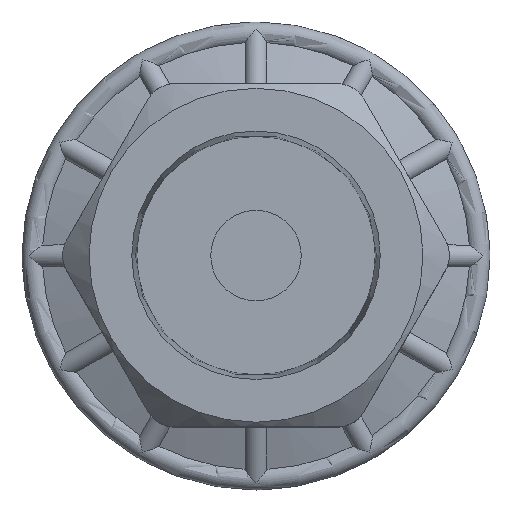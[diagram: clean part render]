
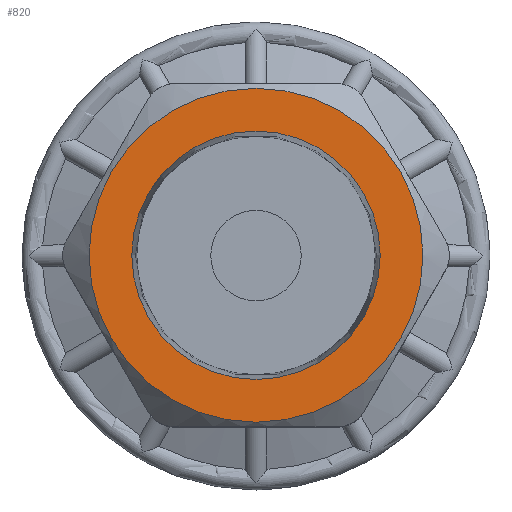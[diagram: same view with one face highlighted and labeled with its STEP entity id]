
A CAD part, top view. The second image highlights one B-rep face of the part: STEP entity #820.
In plain terms, the highlighted planar face has unit normal (0, 0, 1).
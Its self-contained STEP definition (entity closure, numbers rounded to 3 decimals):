
#820 = ADVANCED_FACE( '', ( #1680, #1681 ), #1682, .T. );
#1680 = FACE_BOUND( '', #4005, .T. );
#1681 = FACE_OUTER_BOUND( '', #4006, .T. );
#1682 = PLANE( '', #4007 );
#4005 = EDGE_LOOP( '', ( #5945 ) );
#4006 = EDGE_LOOP( '', ( #5946 ) );
#4007 = AXIS2_PLACEMENT_3D( '', #5947, #5948, #5949 );
#5945 = ORIENTED_EDGE( '', *, *, #7156, .T. );
#5946 = ORIENTED_EDGE( '', *, *, #6965, .F. );
#5947 = CARTESIAN_POINT( '', ( 0., 0., 24. ) );
#5948 = DIRECTION( '', ( 0., 0., 1. ) );
#5949 = DIRECTION( '', ( 1., 0., 0. ) );
#6965 = EDGE_CURVE( '', #8383, #8383, #8384, .T. );
#7156 = EDGE_CURVE( '', #8611, #8611, #8612, .F. );
#8383 = VERTEX_POINT( '', #12500 );
#8384 = CIRCLE( '', #12501, 10.702 );
#8611 = VERTEX_POINT( '', #13065 );
#8612 = CIRCLE( '', #13066, 7.963 );
#12500 = CARTESIAN_POINT( '', ( -10.702, 0., 24. ) );
#12501 = AXIS2_PLACEMENT_3D( '', #13324, #13325, #13326 );
#13065 = CARTESIAN_POINT( '', ( 7.963, 0., 24. ) );
#13066 = AXIS2_PLACEMENT_3D( '', #13425, #13426, #13427 );
#13324 = CARTESIAN_POINT( '', ( 0., 0., 24. ) );
#13325 = DIRECTION( '', ( 0., 0., -1. ) );
#13326 = DIRECTION( '', ( -1., 0., 0. ) );
#13425 = CARTESIAN_POINT( '', ( 0., 0., 24. ) );
#13426 = DIRECTION( '', ( 0., 0., 1. ) );
#13427 = DIRECTION( '', ( 1., 0., 0. ) );
